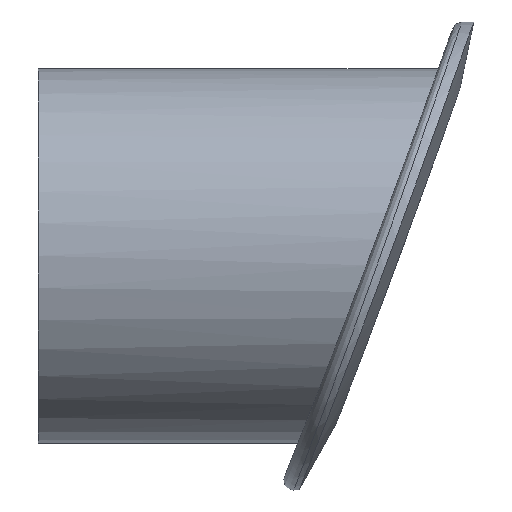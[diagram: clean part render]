
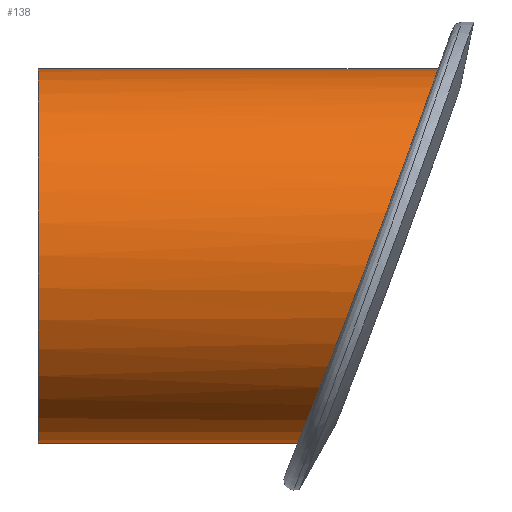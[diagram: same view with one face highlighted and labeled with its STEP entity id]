
A CAD part, top view. The second image highlights one B-rep face of the part: STEP entity #138.
In plain terms, the highlighted cylindrical face has radius 38 mm (diameter 76 mm), a full revolution.
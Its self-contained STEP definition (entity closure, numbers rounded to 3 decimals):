
#15=LINE('',#2389,#18);
#18=VECTOR('',#187,38.);
#21=CYLINDRICAL_SURFACE('',#170,38.);
#24=CIRCLE('',#169,38.);
#36=FACE_OUTER_BOUND('',#47,.T.);
#47=EDGE_LOOP('',(#110,#111,#112,#113,#114));
#60=B_SPLINE_CURVE_WITH_KNOTS('',3,(#2314,#2315,#2316,#2317,#2318,#2319,
#2320,#2321,#2322,#2323,#2324,#2325),.UNSPECIFIED.,.F.,.F.,(4,2,2,2,2,4),
(8.606,8.787,9.556,10.326,11.095,
11.865),.UNSPECIFIED.);
#61=B_SPLINE_CURVE_WITH_KNOTS('',3,(#2326,#2327,#2328,#2329,#2330,#2331,
#2332,#2333,#2334,#2335,#2336,#2337,#2338,#2339,#2340,#2341,#2342,#2343,
#2344,#2345,#2346,#2347,#2348,#2349,#2350,#2351,#2352,#2353,#2354,#2355,
#2356,#2357,#2358,#2359,#2360,#2361,#2362,#2363,#2364,#2365,#2366,#2367,
#2368,#2369,#2370,#2371,#2372,#2373,#2374,#2375,#2376,#2377,#2378,#2379,
#2380,#2381,#2382,#2383,#2384),.UNSPECIFIED.,.F.,.F.,(4,2,2,2,2,2,2,2,2,
2,2,2,2,2,2,2,3,2,2,2,2,2,2,2,2,2,2,2,4),(11.865,12.63,
13.396,14.161,14.927,15.64,16.353,
17.066,17.779,18.492,19.206,19.919,
20.632,21.397,22.163,22.928,23.694,
24.463,25.232,26.002,26.771,27.485,
28.199,28.912,29.626,30.34,31.053,
31.767,32.299),.UNSPECIFIED.);
#74=VERTEX_POINT('',#2312);
#75=VERTEX_POINT('',#2313);
#76=VERTEX_POINT('',#2386);
#88=EDGE_CURVE('',#74,#75,#60,.T.);
#89=EDGE_CURVE('',#75,#74,#61,.T.);
#90=EDGE_CURVE('',#76,#76,#24,.T.);
#91=EDGE_CURVE('',#76,#75,#15,.T.);
#110=ORIENTED_EDGE('',*,*,#90,.F.);
#111=ORIENTED_EDGE('',*,*,#91,.T.);
#112=ORIENTED_EDGE('',*,*,#88,.F.);
#113=ORIENTED_EDGE('',*,*,#89,.F.);
#114=ORIENTED_EDGE('',*,*,#91,.F.);
#138=ADVANCED_FACE('',(#36),#21,.T.);
#169=AXIS2_PLACEMENT_3D('',#2387,#183,#184);
#170=AXIS2_PLACEMENT_3D('',#2388,#185,#186);
#183=DIRECTION('center_axis',(-1.,0.,0.));
#184=DIRECTION('ref_axis',(0.,0.,1.));
#185=DIRECTION('center_axis',(-1.,0.,0.));
#186=DIRECTION('ref_axis',(0.,0.,1.));
#187=DIRECTION('',(1.,0.,0.));
#2312=CARTESIAN_POINT('',(252.548,-127.436,-25.206));
#2313=CARTESIAN_POINT('',(263.46,-99.,-38.));
#2314=CARTESIAN_POINT('Ctrl Pts',(252.548,-127.436,-25.206));
#2315=CARTESIAN_POINT('Ctrl Pts',(252.703,-127.042,-25.651));
#2316=CARTESIAN_POINT('Ctrl Pts',(252.86,-126.641,-26.083));
#2317=CARTESIAN_POINT('Ctrl Pts',(253.694,-124.509,-28.274));
#2318=CARTESIAN_POINT('Ctrl Pts',(254.453,-122.562,-29.923));
#2319=CARTESIAN_POINT('Ctrl Pts',(256.092,-118.335,-32.813));
#2320=CARTESIAN_POINT('Ctrl Pts',(256.973,-116.055,-34.055));
#2321=CARTESIAN_POINT('Ctrl Pts',(258.794,-111.31,-36.043));
#2322=CARTESIAN_POINT('Ctrl Pts',(259.737,-108.841,-36.79));
#2323=CARTESIAN_POINT('Ctrl Pts',(261.619,-103.887,-37.769));
#2324=CARTESIAN_POINT('Ctrl Pts',(262.557,-101.401,-38.));
#2325=CARTESIAN_POINT('Ctrl Pts',(263.46,-99.,-38.));
#2326=CARTESIAN_POINT('Ctrl Pts',(263.46,-99.,-38.));
#2327=CARTESIAN_POINT('Ctrl Pts',(264.357,-96.612,-38.));
#2328=CARTESIAN_POINT('Ctrl Pts',(265.283,-94.135,-37.771));
#2329=CARTESIAN_POINT('Ctrl Pts',(267.121,-89.194,-36.799));
#2330=CARTESIAN_POINT('Ctrl Pts',(268.032,-86.729,-36.056));
#2331=CARTESIAN_POINT('Ctrl Pts',(269.778,-81.987,-34.076));
#2332=CARTESIAN_POINT('Ctrl Pts',(270.614,-79.706,-32.837));
#2333=CARTESIAN_POINT('Ctrl Pts',(272.157,-75.476,-29.953));
#2334=CARTESIAN_POINT('Ctrl Pts',(272.864,-73.528,-28.307));
#2335=CARTESIAN_POINT('Ctrl Pts',(274.072,-70.191,-24.887));
#2336=CARTESIAN_POINT('Ctrl Pts',(274.622,-68.668,-23.02));
#2337=CARTESIAN_POINT('Ctrl Pts',(275.593,-65.968,-18.944));
#2338=CARTESIAN_POINT('Ctrl Pts',(276.015,-64.792,-16.735));
#2339=CARTESIAN_POINT('Ctrl Pts',(276.694,-62.896,-12.115));
#2340=CARTESIAN_POINT('Ctrl Pts',(276.952,-62.175,-9.699));
#2341=CARTESIAN_POINT('Ctrl Pts',(277.291,-61.227,-4.831));
#2342=CARTESIAN_POINT('Ctrl Pts',(277.372,-61.,-2.377));
#2343=CARTESIAN_POINT('Ctrl Pts',(277.372,-61.,2.377));
#2344=CARTESIAN_POINT('Ctrl Pts',(277.291,-61.227,4.831));
#2345=CARTESIAN_POINT('Ctrl Pts',(276.952,-62.175,9.699));
#2346=CARTESIAN_POINT('Ctrl Pts',(276.694,-62.896,12.115));
#2347=CARTESIAN_POINT('Ctrl Pts',(276.015,-64.792,16.735));
#2348=CARTESIAN_POINT('Ctrl Pts',(275.593,-65.968,18.944));
#2349=CARTESIAN_POINT('Ctrl Pts',(274.622,-68.668,23.02));
#2350=CARTESIAN_POINT('Ctrl Pts',(274.072,-70.191,24.887));
#2351=CARTESIAN_POINT('Ctrl Pts',(272.864,-73.528,28.307));
#2352=CARTESIAN_POINT('Ctrl Pts',(272.157,-75.476,29.953));
#2353=CARTESIAN_POINT('Ctrl Pts',(270.614,-79.706,32.837));
#2354=CARTESIAN_POINT('Ctrl Pts',(269.778,-81.987,34.076));
#2355=CARTESIAN_POINT('Ctrl Pts',(268.032,-86.729,36.056));
#2356=CARTESIAN_POINT('Ctrl Pts',(267.121,-89.194,36.799));
#2357=CARTESIAN_POINT('Ctrl Pts',(265.283,-94.135,37.771));
#2358=CARTESIAN_POINT('Ctrl Pts',(264.357,-96.612,38.));
#2359=CARTESIAN_POINT('Ctrl Pts',(263.46,-99.,38.));
#2360=CARTESIAN_POINT('Ctrl Pts',(262.557,-101.401,38.));
#2361=CARTESIAN_POINT('Ctrl Pts',(261.619,-103.887,37.769));
#2362=CARTESIAN_POINT('Ctrl Pts',(259.737,-108.841,36.79));
#2363=CARTESIAN_POINT('Ctrl Pts',(258.794,-111.31,36.043));
#2364=CARTESIAN_POINT('Ctrl Pts',(256.973,-116.055,34.055));
#2365=CARTESIAN_POINT('Ctrl Pts',(256.092,-118.335,32.813));
#2366=CARTESIAN_POINT('Ctrl Pts',(254.453,-122.562,29.923));
#2367=CARTESIAN_POINT('Ctrl Pts',(253.694,-124.509,28.274));
#2368=CARTESIAN_POINT('Ctrl Pts',(252.393,-127.835,24.856));
#2369=CARTESIAN_POINT('Ctrl Pts',(251.797,-129.351,22.995));
#2370=CARTESIAN_POINT('Ctrl Pts',(250.738,-132.04,18.929));
#2371=CARTESIAN_POINT('Ctrl Pts',(250.274,-133.213,16.725));
#2372=CARTESIAN_POINT('Ctrl Pts',(249.525,-135.104,12.112));
#2373=CARTESIAN_POINT('Ctrl Pts',(249.238,-135.825,9.699));
#2374=CARTESIAN_POINT('Ctrl Pts',(248.861,-136.773,4.832));
#2375=CARTESIAN_POINT('Ctrl Pts',(248.771,-137.,2.379));
#2376=CARTESIAN_POINT('Ctrl Pts',(248.771,-137.,-2.379));
#2377=CARTESIAN_POINT('Ctrl Pts',(248.861,-136.773,-4.832));
#2378=CARTESIAN_POINT('Ctrl Pts',(249.238,-135.825,-9.699));
#2379=CARTESIAN_POINT('Ctrl Pts',(249.525,-135.104,-12.112));
#2380=CARTESIAN_POINT('Ctrl Pts',(250.274,-133.213,-16.725));
#2381=CARTESIAN_POINT('Ctrl Pts',(250.738,-132.04,-18.929));
#2382=CARTESIAN_POINT('Ctrl Pts',(251.663,-129.693,-22.478));
#2383=CARTESIAN_POINT('Ctrl Pts',(252.094,-128.595,-23.9));
#2384=CARTESIAN_POINT('Ctrl Pts',(252.548,-127.436,-25.206));
#2386=CARTESIAN_POINT('',(195.,-99.,-38.));
#2387=CARTESIAN_POINT('Origin',(195.,-99.,0.));
#2388=CARTESIAN_POINT('Origin',(195.,-99.,0.));
#2389=CARTESIAN_POINT('',(195.,-99.,-38.));
